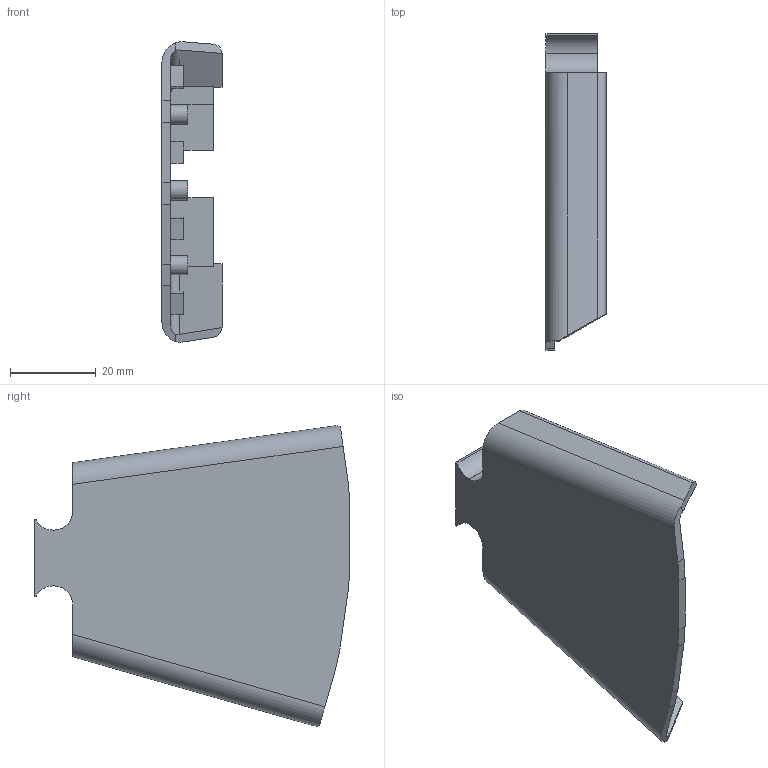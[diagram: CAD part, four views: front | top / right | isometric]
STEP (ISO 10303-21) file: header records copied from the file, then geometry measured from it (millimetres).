
FILE_DESCRIPTION(/* description */ (''),/* implementation_level */ '2;1');
FILE_NAME(/* name */ 'ee652829-f2db-4c5d-a6ad-7fedc447630d.stp',/* time_stamp */ '2019-03-12T20:40:05+01:00',/* author */ (''),/* organization */ (''),/* preprocessor_version */ 'ST-DEVELOPER v17.2',/* originating_system */ 'Autodesk Translation Framework v7.6.0.251',/* authorisation */ '');
FILE_SCHEMA (('AUTOMOTIVE_DESIGN { 1 0 10303 214 3 1 1 }'));
Length unit declared in the file: millimetre
Products named in the file (1): Top
Bounding box: 14 x 73.73 x 70.12 mm (x, y, z)
Volume: 11045.6 mm3; surface area: 11997.3 mm2
Topology: 1 solids, 1 shells, 74 faces, 203 edges, 139 vertices
Faces by surface type: plane 58, cylinder 16
Full cylindrical faces by diameter (mm): 2 x3, 4.5 x3
Entity records: 2407 total; most frequent: CARTESIAN_POINT 417, ORIENTED_EDGE 406, DIRECTION 405, EDGE_CURVE 203, LINE 151, VECTOR 151, VERTEX_POINT 139, AXIS2_PLACEMENT_3D 127
